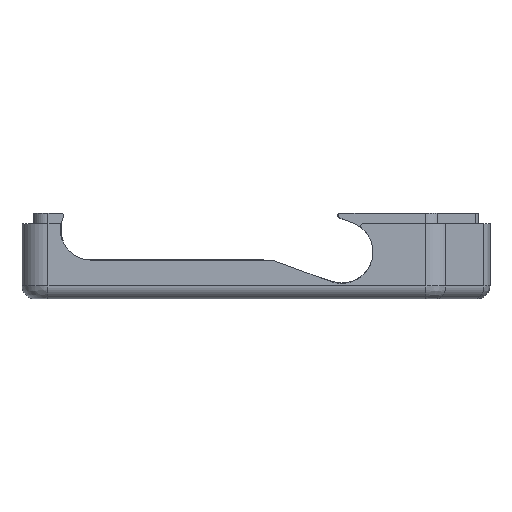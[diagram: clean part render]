
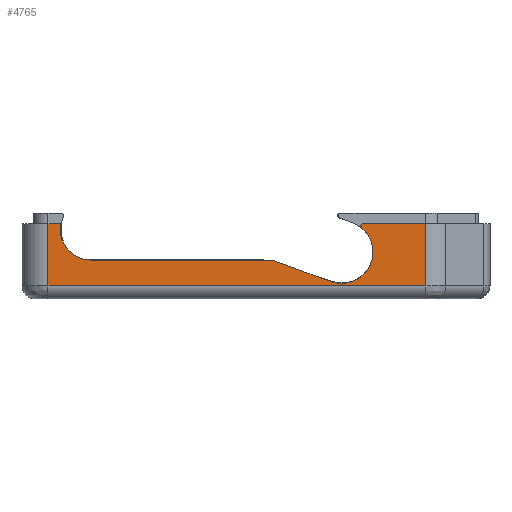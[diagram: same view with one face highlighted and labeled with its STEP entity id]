
A CAD part, left-side view. The second image highlights one B-rep face of the part: STEP entity #4765.
In plain terms, the highlighted planar face has unit normal (-1, 0, 0).
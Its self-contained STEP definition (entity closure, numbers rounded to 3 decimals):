
#234=PLANE('',#5085);
#384=FACE_OUTER_BOUND('',#666,.T.);
#666=EDGE_LOOP('',(#3296,#3297,#3298,#3299,#3300,#3301,#3302,#3303,#3304,
#3305,#3306));
#971=LINE('',#6744,#1434);
#977=LINE('',#6758,#1440);
#978=LINE('',#6761,#1441);
#979=LINE('',#6763,#1442);
#980=LINE('',#6765,#1443);
#981=LINE('',#6767,#1444);
#982=LINE('',#6769,#1445);
#1434=VECTOR('',#5524,10.);
#1440=VECTOR('',#5538,10.);
#1441=VECTOR('',#5541,10.);
#1442=VECTOR('',#5542,10.);
#1443=VECTOR('',#5543,10.);
#1444=VECTOR('',#5544,10.);
#1445=VECTOR('',#5545,10.);
#1891=CIRCLE('',#5075,6.);
#1896=CIRCLE('',#5083,6.);
#1897=CIRCLE('',#5086,0.5);
#1898=CIRCLE('',#5087,6.);
#2056=VERTEX_POINT('',#6725);
#2058=VERTEX_POINT('',#6728);
#2063=VERTEX_POINT('',#6742);
#2064=VERTEX_POINT('',#6743);
#2068=VERTEX_POINT('',#6752);
#2069=VERTEX_POINT('',#6760);
#2070=VERTEX_POINT('',#6762);
#2071=VERTEX_POINT('',#6764);
#2072=VERTEX_POINT('',#6766);
#2073=VERTEX_POINT('',#6768);
#2074=VERTEX_POINT('',#6770);
#2532=EDGE_CURVE('',#2058,#2056,#1891,.T.);
#2539=EDGE_CURVE('',#2063,#2064,#971,.T.);
#2545=EDGE_CURVE('',#2068,#2063,#1896,.T.);
#2547=EDGE_CURVE('',#2064,#2058,#977,.T.);
#2548=EDGE_CURVE('',#2069,#2056,#978,.T.);
#2549=EDGE_CURVE('',#2070,#2069,#979,.T.);
#2550=EDGE_CURVE('',#2071,#2070,#980,.T.);
#2551=EDGE_CURVE('',#2072,#2071,#981,.T.);
#2552=EDGE_CURVE('',#2073,#2072,#982,.T.);
#2553=EDGE_CURVE('',#2074,#2073,#1897,.T.);
#2554=EDGE_CURVE('',#2074,#2068,#1898,.T.);
#3296=ORIENTED_EDGE('',*,*,#2545,.T.);
#3297=ORIENTED_EDGE('',*,*,#2539,.T.);
#3298=ORIENTED_EDGE('',*,*,#2547,.T.);
#3299=ORIENTED_EDGE('',*,*,#2532,.T.);
#3300=ORIENTED_EDGE('',*,*,#2548,.F.);
#3301=ORIENTED_EDGE('',*,*,#2549,.F.);
#3302=ORIENTED_EDGE('',*,*,#2550,.F.);
#3303=ORIENTED_EDGE('',*,*,#2551,.F.);
#3304=ORIENTED_EDGE('',*,*,#2552,.F.);
#3305=ORIENTED_EDGE('',*,*,#2553,.F.);
#3306=ORIENTED_EDGE('',*,*,#2554,.T.);
#4765=ADVANCED_FACE('',(#384),#234,.T.);
#5075=AXIS2_PLACEMENT_3D('',#6729,#5509,#5510);
#5083=AXIS2_PLACEMENT_3D('',#6755,#5533,#5534);
#5085=AXIS2_PLACEMENT_3D('',#6759,#5539,#5540);
#5086=AXIS2_PLACEMENT_3D('',#6771,#5546,#5547);
#5087=AXIS2_PLACEMENT_3D('',#6772,#5548,#5549);
#5509=DIRECTION('center_axis',(1.,0.,0.));
#5510=DIRECTION('ref_axis',(0.,0.,1.));
#5524=DIRECTION('',(0.,0.938,0.347));
#5533=DIRECTION('center_axis',(1.,0.,0.));
#5534=DIRECTION('ref_axis',(0.,0.347,-0.938));
#5538=DIRECTION('',(0.,1.,0.));
#5539=DIRECTION('center_axis',(-1.,0.,0.));
#5540=DIRECTION('ref_axis',(0.,-1.,0.));
#5541=DIRECTION('',(0.,-1.,0.));
#5542=DIRECTION('',(0.,0.,1.));
#5543=DIRECTION('',(0.,1.,0.));
#5544=DIRECTION('',(0.,0.,-1.));
#5545=DIRECTION('',(0.,-1.,0.));
#5546=DIRECTION('center_axis',(1.,0.,0.));
#5547=DIRECTION('ref_axis',(0.,0.941,0.34));
#5548=DIRECTION('center_axis',(1.,0.,0.));
#5549=DIRECTION('ref_axis',(0.,0.347,-0.938));
#6725=CARTESIAN_POINT('',(-32.,37.588,14.5));
#6728=CARTESIAN_POINT('',(-32.,31.681,7.45));
#6729=CARTESIAN_POINT('Origin',(-32.,31.681,13.45));
#6742=CARTESIAN_POINT('',(-32.,-14.244,3.374));
#6743=CARTESIAN_POINT('',(-32.,-3.243,7.45));
#6744=CARTESIAN_POINT('',(-32.,11.252,12.821));
#6752=CARTESIAN_POINT('',(-32.,-16.415,3.001));
#6755=CARTESIAN_POINT('Origin',(-32.,-16.329,9.));
#6758=CARTESIAN_POINT('',(-32.,20.878,7.45));
#6759=CARTESIAN_POINT('Origin',(-32.,45.,0.));
#6760=CARTESIAN_POINT('',(-32.,40.,14.5));
#6761=CARTESIAN_POINT('',(-32.,22.5,14.5));
#6762=CARTESIAN_POINT('',(-32.,40.,2.5));
#6763=CARTESIAN_POINT('',(-32.,40.,0.));
#6764=CARTESIAN_POINT('',(-32.,-32.658,2.5));
#6765=CARTESIAN_POINT('',(-32.,22.5,2.5));
#6766=CARTESIAN_POINT('',(-32.,-32.658,14.5));
#6767=CARTESIAN_POINT('',(-32.,-32.658,0.));
#6768=CARTESIAN_POINT('',(-32.,-20.653,14.5));
#6769=CARTESIAN_POINT('',(-32.,22.5,14.5));
#6770=CARTESIAN_POINT('',(-32.,-20.334,13.615));
#6771=CARTESIAN_POINT('Origin',(-32.,-20.653,14.));
#6772=CARTESIAN_POINT('Origin',(-32.,-16.5,9.));
